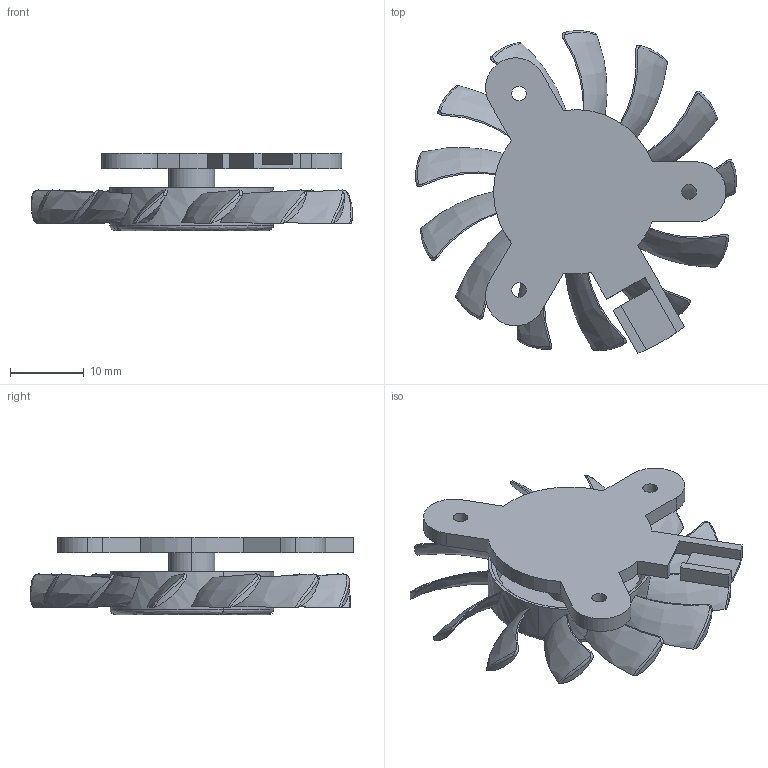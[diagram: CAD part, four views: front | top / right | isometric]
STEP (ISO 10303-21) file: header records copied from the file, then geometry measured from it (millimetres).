
FILE_DESCRIPTION (( 'STEP AP203' ), '1' );
FILE_NAME ('5010.STEP', '2017-10-11T02:16:15', ( '桑三博客' ), ( 'Www.SangSan.Cn' ), 'SwSTEP 2.0', 'SolidWorks 2016', '' );
FILE_SCHEMA (( 'CONFIG_CONTROL_DESIGN' ));
Length unit declared in the file: millimetre
Products named in the file (3): 5010盓殤; QC5010 13ye(1); 5010
Assembly tree (2 placements, depth 2):
  5010
    5010盓殤
    QC5010 13ye(1)
Bounding box: 43.53 x 43.78 x 10.5 mm (x, y, z)
Volume: 2521.6 mm3; surface area: 5181.6 mm2
Topology: 2 solids, 2 shells, 187 faces, 497 edges, 337 vertices
Faces by surface type: bspline 72, cylinder 61, plane 50, cone 4
Entity records: 12074 total; most frequent: CARTESIAN_POINT 7807, ORIENTED_EDGE 994, DIRECTION 544, EDGE_CURVE 497, VERTEX_POINT 337, B_SPLINE_CURVE_WITH_KNOTS 285, EDGE_LOOP 216, AXIS2_PLACEMENT_3D 214
